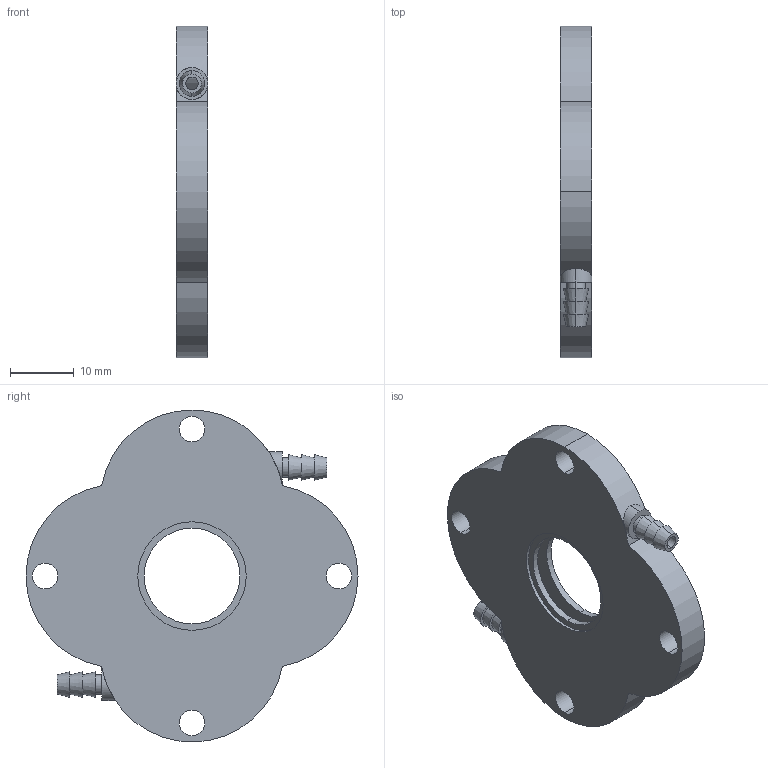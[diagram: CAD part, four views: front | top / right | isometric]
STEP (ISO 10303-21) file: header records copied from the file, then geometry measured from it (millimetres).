
FILE_DESCRIPTION (( 'STEP AP203' ), '1' );
FILE_NAME ('cavity-cell.STEP', '2025-07-03T18:28:53', ( '' ), ( '' ), 'SwSTEP 2.0', 'SolidWorks 2023', '' );
FILE_SCHEMA (( 'CONFIG_CONTROL_DESIGN' ));
Length unit declared in the file: millimetre
Products named in the file (1): cavity-cell
Bounding box: 5 x 52 x 52 mm (x, y, z)
Volume: 6249.4 mm3; surface area: 6659.2 mm2
Topology: 1 solids, 1 shells, 67 faces, 155 edges, 100 vertices
Faces by surface type: cylinder 39, plane 16, cone 12
Entity records: 2222 total; most frequent: CARTESIAN_POINT 531, DIRECTION 367, ORIENTED_EDGE 310, AXIS2_PLACEMENT_3D 160, EDGE_CURVE 155, VERTEX_POINT 100, CIRCLE 92, EDGE_LOOP 91
